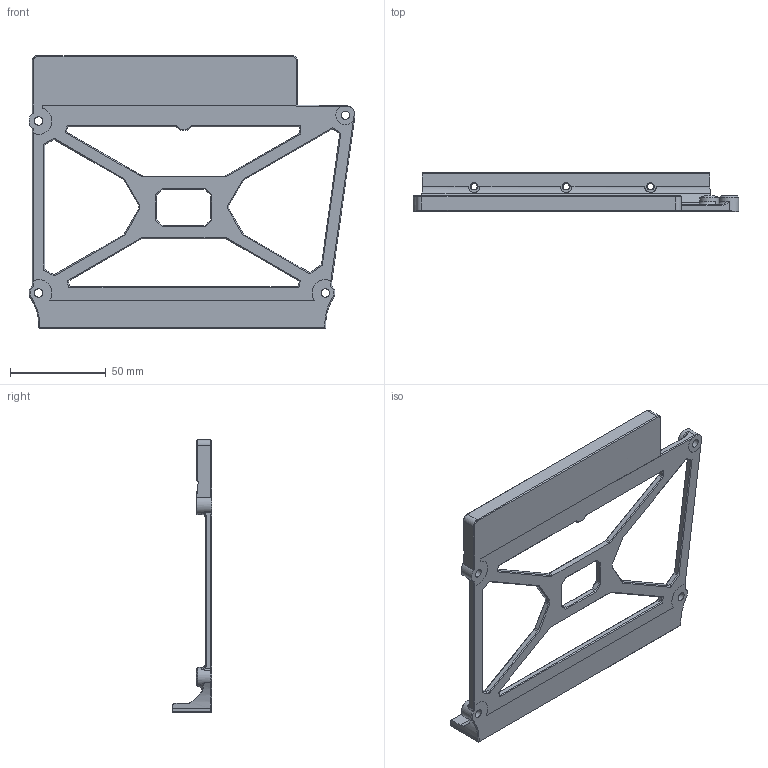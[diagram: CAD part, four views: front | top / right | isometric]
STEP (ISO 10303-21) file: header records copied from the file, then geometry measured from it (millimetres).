
FILE_DESCRIPTION(/* description */ (''),/* implementation_level */ '2;1');
FILE_NAME(/* name */ 'Manta M8P Mount.step',/* time_stamp */ '2023-10-01T10:46:21-05:00',/* author */ (''),/* organization */ (''),/* preprocessor_version */ 'ST-DEVELOPER v20',/* originating_system */ 'Autodesk Translation Framework v12.14.0.127',/* authorisation */ '');
FILE_SCHEMA (('AUTOMOTIVE_DESIGN { 1 0 10303 214 3 1 1 }'));
Length unit declared in the file: millimetre
Products named in the file (1): Manta M8P Mount
Bounding box: 170.5 x 20.79 x 142.72 mm (x, y, z)
Volume: 75671.4 mm3; surface area: 36944 mm2
Topology: 1 solids, 1 shells, 352 faces, 793 edges, 444 vertices
Faces by surface type: plane 279, cone 25, cylinder 25, bspline 19, torus 4
Full cylindrical faces by diameter (mm): 3.3 x3, 4.4 x6, 10 x3
Entity records: 10567 total; most frequent: CARTESIAN_POINT 2904, ORIENTED_EDGE 1584, DIRECTION 1496, EDGE_CURVE 792, LINE 612, VECTOR 612, VERTEX_POINT 444, AXIS2_PLACEMENT_3D 442
